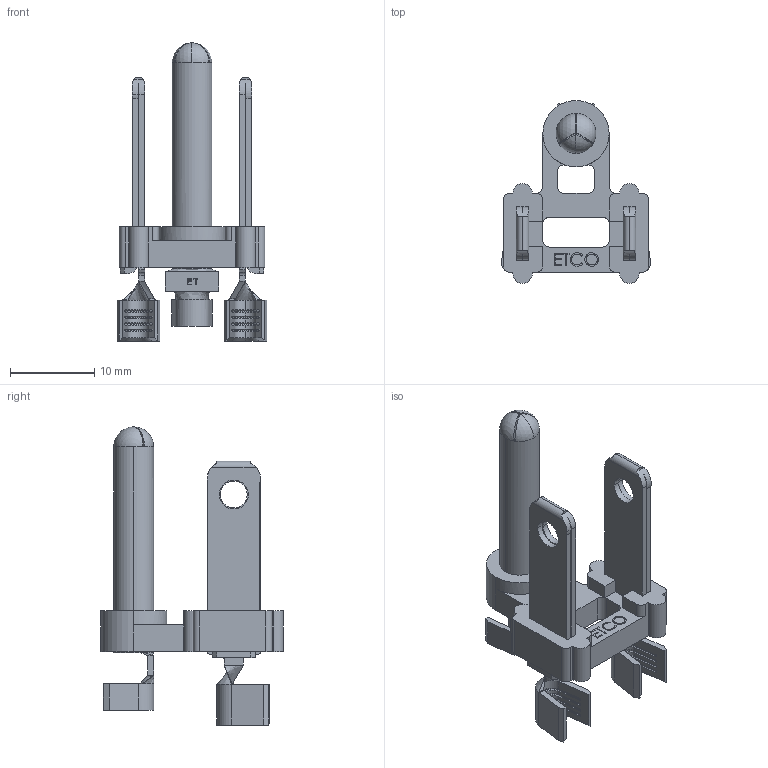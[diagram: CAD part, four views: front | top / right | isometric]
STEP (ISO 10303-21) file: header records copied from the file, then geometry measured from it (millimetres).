
FILE_DESCRIPTION (( 'STEP AP203' ), '1' );
FILE_NAME ('37005.STEP', '2016-02-17T12:45:40', ( '' ), ( '' ), 'SwSTEP 2.0', 'SolidWorks 2014', '' );
FILE_SCHEMA (( 'CONFIG_CONTROL_DESIGN' ));
Length unit declared in the file: inch
Products named in the file (5): PN187H10; PPBF13TWISTEDLEFT; PPBF13TWISTEDRIGHT; 37005; BHBP01
Assembly tree (4 placements, depth 2):
  37005
    BHBP01
    PN187H10
    PPBF13TWISTEDLEFT
    PPBF13TWISTEDRIGHT
Bounding box: 17.78 x 21.72 x 35.41 mm (x, y, z)
Volume: 1459.1 mm3; surface area: 3552.3 mm2
Topology: 4 solids, 4 shells, 651 faces, 1720 edges, 1094 vertices
Faces by surface type: plane 431, cylinder 114, bspline 52, cone 44, sphere 8, torus 2
Entity records: 22753 total; most frequent: CARTESIAN_POINT 6324, ORIENTED_EDGE 3432, DIRECTION 3100, EDGE_CURVE 1716, VECTOR 1272, LINE 1272, VERTEX_POINT 1094, AXIS2_PLACEMENT_3D 914
